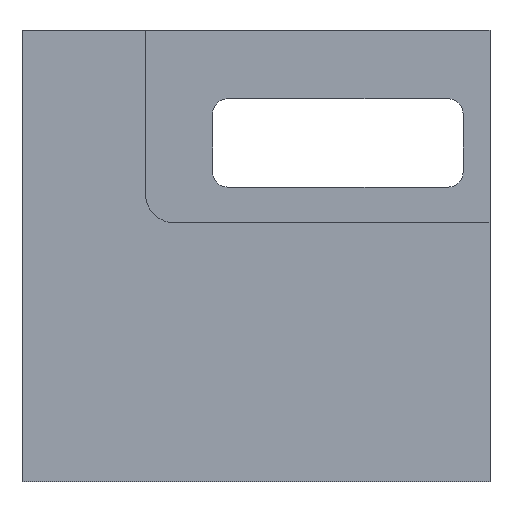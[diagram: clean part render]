
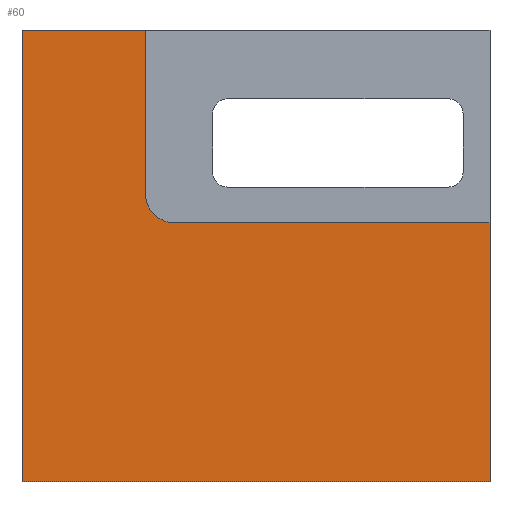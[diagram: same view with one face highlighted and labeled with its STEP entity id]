
A CAD part, top view. The second image highlights one B-rep face of the part: STEP entity #60.
In plain terms, the highlighted planar face has unit normal (0, 0, 1).
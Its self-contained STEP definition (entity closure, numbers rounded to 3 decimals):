
#48=CIRCLE('',#380,1.);
#60=ADVANCED_FACE('',(#89),#77,.T.);
#77=PLANE('',#390);
#89=FACE_OUTER_BOUND('',#109,.T.);
#109=EDGE_LOOP('',(#169,#170,#171,#172,#173,#174,#175));
#169=ORIENTED_EDGE('',*,*,#251,.F.);
#170=ORIENTED_EDGE('',*,*,#285,.T.);
#171=ORIENTED_EDGE('',*,*,#286,.T.);
#172=ORIENTED_EDGE('',*,*,#271,.F.);
#173=ORIENTED_EDGE('',*,*,#269,.T.);
#174=ORIENTED_EDGE('',*,*,#267,.T.);
#175=ORIENTED_EDGE('',*,*,#287,.F.);
#219=VERTEX_POINT('',#504);
#220=VERTEX_POINT('',#506);
#233=VERTEX_POINT('',#536);
#234=VERTEX_POINT('',#538);
#235=VERTEX_POINT('',#542);
#236=VERTEX_POINT('',#546);
#247=VERTEX_POINT('',#572);
#251=EDGE_CURVE('',#219,#220,#299,.T.);
#267=EDGE_CURVE('',#234,#233,#48,.T.);
#269=EDGE_CURVE('',#235,#234,#311,.T.);
#271=EDGE_CURVE('',#235,#236,#313,.T.);
#285=EDGE_CURVE('',#219,#247,#323,.T.);
#286=EDGE_CURVE('',#247,#236,#324,.T.);
#287=EDGE_CURVE('',#220,#233,#325,.T.);
#299=LINE('',#505,#337);
#311=LINE('',#541,#349);
#313=LINE('',#545,#351);
#323=LINE('',#573,#361);
#324=LINE('',#575,#362);
#325=LINE('',#576,#363);
#337=VECTOR('',#406,1.);
#349=VECTOR('',#436,1.);
#351=VECTOR('',#440,1.);
#361=VECTOR('',#462,1.);
#362=VECTOR('',#465,1.);
#363=VECTOR('',#466,1.);
#380=AXIS2_PLACEMENT_3D('',#537,#431,#432);
#390=AXIS2_PLACEMENT_3D('',#577,#467,#468);
#406=DIRECTION('',(1.,0.,0.));
#431=DIRECTION('',(0.,0.,-1.));
#432=DIRECTION('',(0.,-1.,0.));
#436=DIRECTION('',(-1.,0.,0.));
#440=DIRECTION('',(0.,-1.,0.));
#462=DIRECTION('',(0.,-1.,0.));
#465=DIRECTION('',(1.,0.,0.));
#466=DIRECTION('',(0.,-1.,0.));
#467=DIRECTION('',(0.,0.,1.));
#468=DIRECTION('',(-1.,0.,0.));
#504=CARTESIAN_POINT('',(0.,0.,0.));
#505=CARTESIAN_POINT('',(0.,0.,0.));
#506=CARTESIAN_POINT('',(4.19,0.,0.));
#536=CARTESIAN_POINT('',(4.19,-5.553,0.));
#537=CARTESIAN_POINT('',(5.19,-5.553,0.));
#538=CARTESIAN_POINT('',(5.19,-6.553,0.));
#541=CARTESIAN_POINT('',(15.91,-6.553,0.));
#542=CARTESIAN_POINT('',(15.91,-6.553,0.));
#545=CARTESIAN_POINT('',(15.91,-6.553,0.));
#546=CARTESIAN_POINT('',(15.91,-15.36,0.));
#572=CARTESIAN_POINT('',(0.,-15.36,0.));
#573=CARTESIAN_POINT('',(0.,0.,0.));
#575=CARTESIAN_POINT('',(0.,-15.36,0.));
#576=CARTESIAN_POINT('',(4.19,0.,0.));
#577=CARTESIAN_POINT('',(0.,0.,0.));
